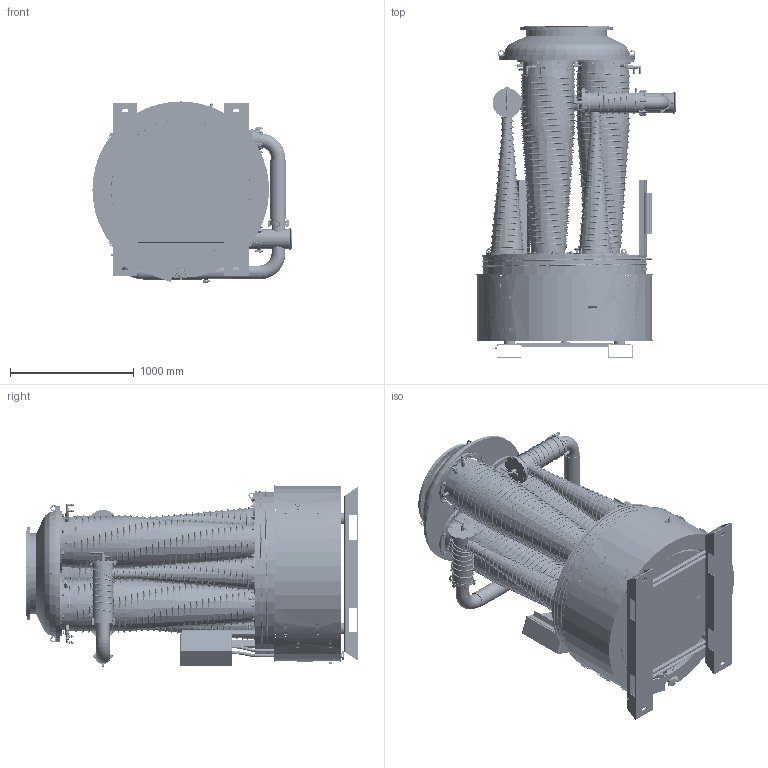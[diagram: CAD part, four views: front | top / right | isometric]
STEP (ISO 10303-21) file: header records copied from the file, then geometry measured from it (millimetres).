
FILE_DESCRIPTION(('STEP AP242'), '1');
FILE_NAME('âíåøêà ïîâåðõíîñòÿìè', '2024-01-16T06:29:52', (''), (''), 'C3D Converter', 'C3D Toolkit', '');
FILE_SCHEMA(('AP242_MANAGED_MODEL_BASED_3D_ENGINEERING_MIM_LF { 1 0 10303 442 1 1 4 }'));
Length unit declared in the file: millimetre
Bounding box: 1612.88 x 2686.12 x 1466.7 mm (x, y, z)
Surface area: 37242913.8 mm2 (no closed solid volume)
Topology: 0 solids, 1038 shells, 3331 faces, 12975 edges, 10210 vertices
Faces by surface type: plane 1588, cylinder 981, cone 316, bspline 284, torus 143, sphere 19
Full cylindrical faces by diameter (mm): 6 x12, 8 x1, 8.5 x1, 9 x1, 9.7 x24, 10 x34, 12 x48, 13.2 x12, 14 x35, 15 x12, 15.85 x15, 16 x12, 17 x24, 19.8 x4, 20 x14, 22 x8, 24 x44, 25 x10, 28 x6, 30 x35, 34 x6, 44 x1, 45 x3, 62 x1, 65 x1, 80 x1, 85 x3, 89 x7, 100 x4, 108 x4
Entity records: 377172 total; most frequent: CARTESIAN_POINT 277490, DIRECTION 19778, ORIENTED_EDGE 15936, EDGE_CURVE 12057, VERTEX_POINT 10195, AXIS2_PLACEMENT_3D 7433, EDGE_LOOP 5096, LINE 4912
